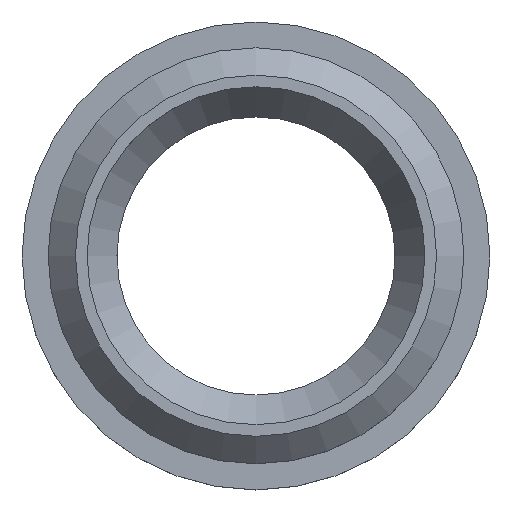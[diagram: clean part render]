
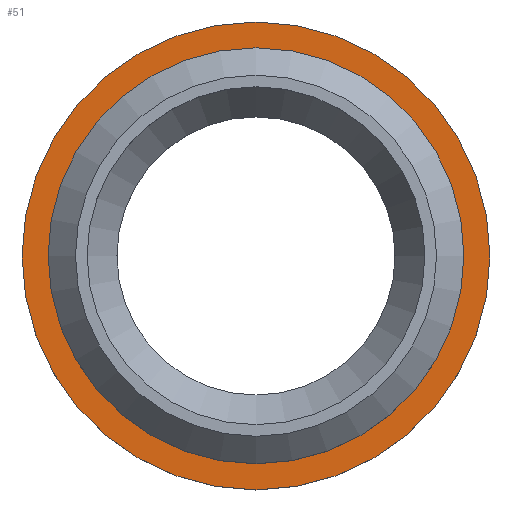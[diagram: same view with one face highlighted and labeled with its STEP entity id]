
A CAD part, top view. The second image highlights one B-rep face of the part: STEP entity #51.
In plain terms, the highlighted planar face has unit normal (0, 0, 1).
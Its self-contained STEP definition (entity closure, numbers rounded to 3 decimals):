
#51 = ADVANCED_FACE( '', ( #116, #117 ), #118, .T. );
#116 = FACE_OUTER_BOUND( '', #207, .T. );
#117 = FACE_BOUND( '', #208, .T. );
#118 = PLANE( '', #209 );
#207 = EDGE_LOOP( '', ( #298 ) );
#208 = EDGE_LOOP( '', ( #299 ) );
#209 = AXIS2_PLACEMENT_3D( '', #300, #301, #302 );
#298 = ORIENTED_EDGE( '', *, *, #415, .T. );
#299 = ORIENTED_EDGE( '', *, *, #416, .F. );
#300 = CARTESIAN_POINT( '', ( 7.8, 0., -5.05 ) );
#301 = DIRECTION( '', ( 0., 0., 1. ) );
#302 = DIRECTION( '', ( 1., 0., 0. ) );
#415 = EDGE_CURVE( '', #463, #463, #464, .T. );
#416 = EDGE_CURVE( '', #465, #465, #466, .T. );
#463 = VERTEX_POINT( '', #526 );
#464 = CIRCLE( '', #527, 9. );
#465 = VERTEX_POINT( '', #528 );
#466 = CIRCLE( '', #529, 7.8 );
#526 = CARTESIAN_POINT( '', ( 9., 0., -5.05 ) );
#527 = AXIS2_PLACEMENT_3D( '', #591, #592, #593 );
#528 = CARTESIAN_POINT( '', ( 7.8, 0., -5.05 ) );
#529 = AXIS2_PLACEMENT_3D( '', #594, #595, #596 );
#591 = CARTESIAN_POINT( '', ( 0., 0., -5.05 ) );
#592 = DIRECTION( '', ( 0., 0., 1. ) );
#593 = DIRECTION( '', ( 1., 0., 0. ) );
#594 = CARTESIAN_POINT( '', ( 0., 0., -5.05 ) );
#595 = DIRECTION( '', ( 0., 0., 1. ) );
#596 = DIRECTION( '', ( 1., 0., 0. ) );
